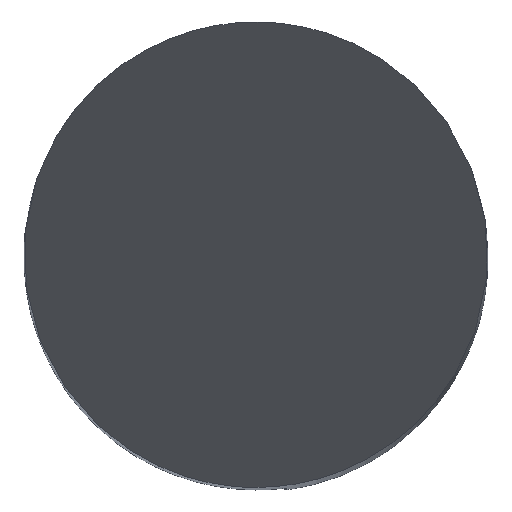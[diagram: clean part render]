
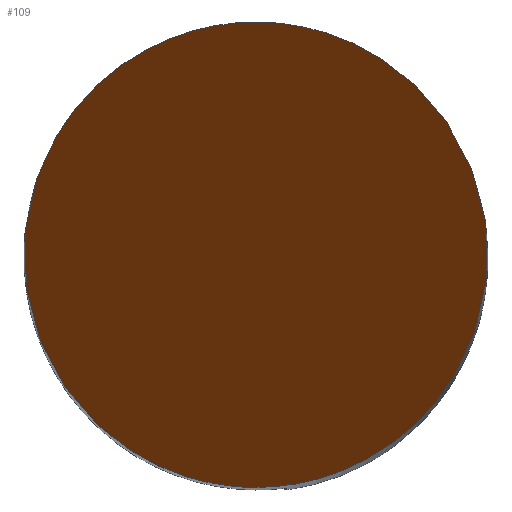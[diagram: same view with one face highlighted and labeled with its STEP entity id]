
A CAD part, top view. The second image highlights one B-rep face of the part: STEP entity #109.
In plain terms, the highlighted planar face has unit normal (0, -0.866, 0.5).
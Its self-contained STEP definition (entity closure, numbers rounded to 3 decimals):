
#58=PLANE('',#491);
#109=ADVANCED_FACE('',(#136),#58,.F.);
#136=FACE_OUTER_BOUND('',#160,.T.);
#160=EDGE_LOOP('',(#233,#234));
#233=ORIENTED_EDGE('',*,*,#357,.T.);
#234=ORIENTED_EDGE('',*,*,#375,.T.);
#314=VERTEX_POINT('',#889);
#315=VERTEX_POINT('',#894);
#357=EDGE_CURVE('',#315,#314,#436,.T.);
#375=EDGE_CURVE('',#314,#315,#440,.T.);
#436=(
BOUNDED_CURVE()
B_SPLINE_CURVE(3,(#890,#891,#892,#893),.UNSPECIFIED.,.F.,.F.)
B_SPLINE_CURVE_WITH_KNOTS((4,4),(0.,1.),.UNSPECIFIED.)
CURVE()
GEOMETRIC_REPRESENTATION_ITEM()
RATIONAL_B_SPLINE_CURVE((1.,0.333,0.333,1.))
REPRESENTATION_ITEM('')
);
#440=(
BOUNDED_CURVE()
B_SPLINE_CURVE(3,(#969,#970,#971,#972),.UNSPECIFIED.,.F.,.F.)
B_SPLINE_CURVE_WITH_KNOTS((4,4),(0.,1.),.UNSPECIFIED.)
CURVE()
GEOMETRIC_REPRESENTATION_ITEM()
RATIONAL_B_SPLINE_CURVE((1.,0.333,0.333,1.))
REPRESENTATION_ITEM('')
);
#491=AXIS2_PLACEMENT_3D('',#975,#540,#541);
#540=DIRECTION('',(0.,0.866,-0.5));
#541=DIRECTION('',(0.,-0.5,-0.866));
#889=CARTESIAN_POINT('',(0.,-2.,-3.464));
#890=CARTESIAN_POINT('',(0.,2.,3.464));
#891=CARTESIAN_POINT('',(-4.,2.,3.464));
#892=CARTESIAN_POINT('',(-4.,-2.,-3.464));
#893=CARTESIAN_POINT('',(0.,-2.,-3.464));
#894=CARTESIAN_POINT('',(0.,2.,3.464));
#969=CARTESIAN_POINT('',(0.,-2.,-3.464));
#970=CARTESIAN_POINT('',(4.,-2.,-3.464));
#971=CARTESIAN_POINT('',(4.,2.,3.464));
#972=CARTESIAN_POINT('',(0.,2.,3.464));
#975=CARTESIAN_POINT('',(3.,-3.,-5.196));
